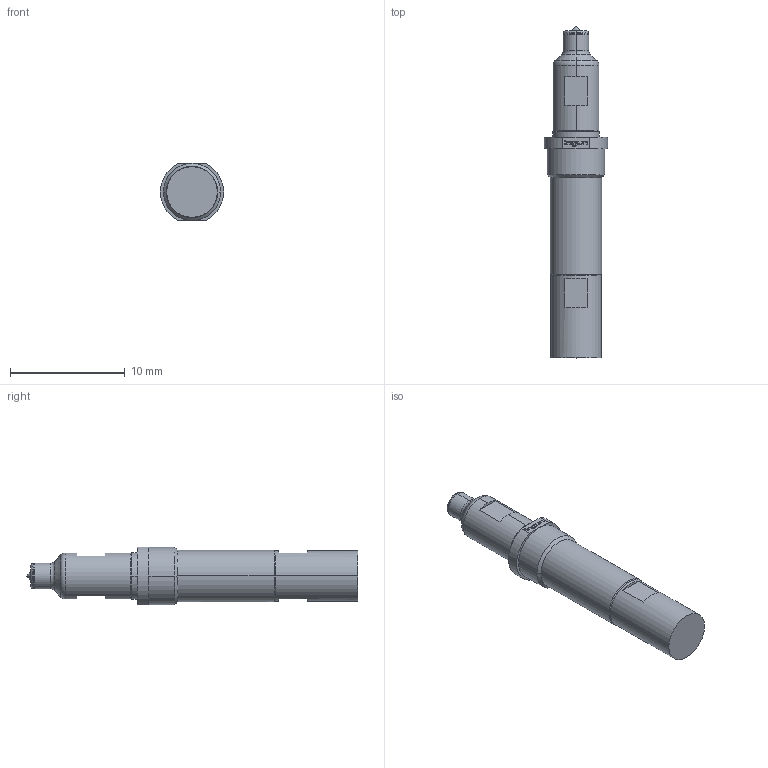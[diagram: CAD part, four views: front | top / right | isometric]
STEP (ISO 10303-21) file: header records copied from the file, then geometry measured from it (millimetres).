
FILE_DESCRIPTION (( 'STEP AP203' ), '1' );
FILE_NAME ('INGUN_HFS-4x0_358_080_A_xx42_Z_M.STEP', '2022-03-15T11:27:14', ( 'ochi' ), ( '' ), 'SwSTEP 2.0', 'SolidWorks 2018', '' );
FILE_SCHEMA (( 'CONFIG_CONTROL_DESIGN' ));
Length unit declared in the file: millimetre
Products named in the file (1): INGUN_HFS-4x0_358_080_A_xx42_Z_M
Bounding box: 5.5 x 28.9 x 5 mm (x, y, z)
Volume: 404.2 mm3; surface area: 438 mm2
Topology: 1 solids, 1 shells, 141 faces, 341 edges, 215 vertices
Faces by surface type: plane 71, cylinder 46, cone 16, torus 8
Entity records: 4188 total; most frequent: DIRECTION 749, CARTESIAN_POINT 715, ORIENTED_EDGE 678, EDGE_CURVE 339, AXIS2_PLACEMENT_3D 271, VERTEX_POINT 215, VECTOR 207, LINE 207
